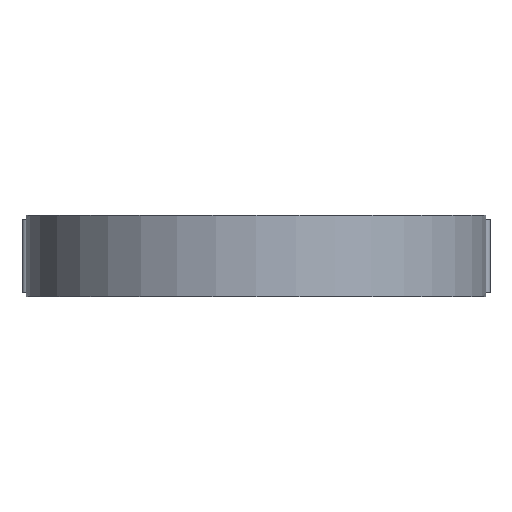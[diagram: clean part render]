
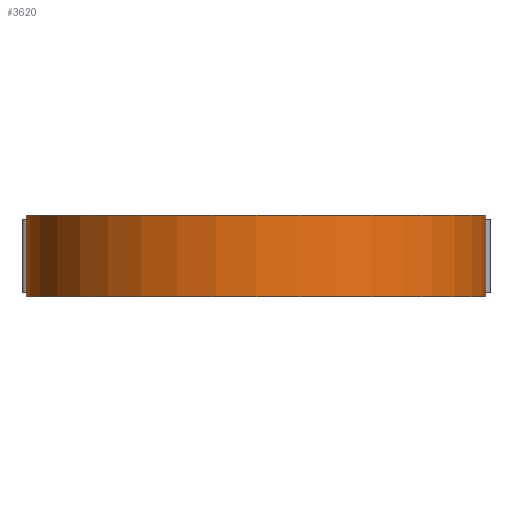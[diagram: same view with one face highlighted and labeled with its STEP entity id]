
A CAD part, front view. The second image highlights one B-rep face of the part: STEP entity #3620.
In plain terms, the highlighted cylindrical face has radius 28.2 mm (diameter 56.4 mm), a partial arc.
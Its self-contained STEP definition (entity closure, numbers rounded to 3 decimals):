
#150=CIRCLE('',#3892,28.2);
#151=CIRCLE('',#3893,28.2);
#152=CIRCLE('',#3894,28.2);
#153=CIRCLE('',#3895,28.2);
#154=CIRCLE('',#3896,28.2);
#155=CIRCLE('',#3897,28.2);
#156=CIRCLE('',#3898,28.2);
#157=CIRCLE('',#3899,28.2);
#158=CIRCLE('',#3900,28.2);
#159=CIRCLE('',#3901,28.2);
#160=CIRCLE('',#3902,28.2);
#161=CIRCLE('',#3903,28.2);
#162=CIRCLE('',#3904,28.2);
#163=CIRCLE('',#3905,28.2);
#440=LINE('',#5852,#697);
#444=LINE('',#5860,#701);
#446=LINE('',#5864,#703);
#447=LINE('',#5869,#704);
#448=LINE('',#5872,#705);
#449=LINE('',#5877,#706);
#450=LINE('',#5880,#707);
#451=LINE('',#5885,#708);
#452=LINE('',#5888,#709);
#453=LINE('',#5893,#710);
#454=LINE('',#5898,#711);
#455=LINE('',#5903,#712);
#456=LINE('',#5907,#713);
#457=LINE('',#5911,#714);
#697=VECTOR('',#4489,1000.);
#701=VECTOR('',#4493,1000.);
#703=VECTOR('',#4497,1000.);
#704=VECTOR('',#4500,1000.);
#705=VECTOR('',#4503,1000.);
#706=VECTOR('',#4506,1000.);
#707=VECTOR('',#4509,1000.);
#708=VECTOR('',#4512,1000.);
#709=VECTOR('',#4515,1000.);
#710=VECTOR('',#4518,1000.);
#711=VECTOR('',#4523,1000.);
#712=VECTOR('',#4528,1000.);
#713=VECTOR('',#4531,1000.);
#714=VECTOR('',#4534,1000.);
#1034=ORIENTED_EDGE('',*,*,#2119,.T.);
#1035=ORIENTED_EDGE('',*,*,#2120,.T.);
#1036=ORIENTED_EDGE('',*,*,#2121,.T.);
#1037=ORIENTED_EDGE('',*,*,#2122,.F.);
#1038=ORIENTED_EDGE('',*,*,#2123,.T.);
#1039=ORIENTED_EDGE('',*,*,#2124,.T.);
#1040=ORIENTED_EDGE('',*,*,#2125,.F.);
#1041=ORIENTED_EDGE('',*,*,#2126,.F.);
#1042=ORIENTED_EDGE('',*,*,#2127,.T.);
#1043=ORIENTED_EDGE('',*,*,#2128,.T.);
#1044=ORIENTED_EDGE('',*,*,#2129,.T.);
#1045=ORIENTED_EDGE('',*,*,#2130,.F.);
#1046=ORIENTED_EDGE('',*,*,#2131,.F.);
#1047=ORIENTED_EDGE('',*,*,#2132,.T.);
#1048=ORIENTED_EDGE('',*,*,#2133,.T.);
#1049=ORIENTED_EDGE('',*,*,#2134,.F.);
#1050=ORIENTED_EDGE('',*,*,#2113,.T.);
#1051=ORIENTED_EDGE('',*,*,#2135,.T.);
#1052=ORIENTED_EDGE('',*,*,#2136,.T.);
#1053=ORIENTED_EDGE('',*,*,#2137,.F.);
#1054=ORIENTED_EDGE('',*,*,#2117,.T.);
#1055=ORIENTED_EDGE('',*,*,#2138,.T.);
#1056=ORIENTED_EDGE('',*,*,#2139,.F.);
#1057=ORIENTED_EDGE('',*,*,#2140,.F.);
#1058=ORIENTED_EDGE('',*,*,#2141,.T.);
#1059=ORIENTED_EDGE('',*,*,#2142,.T.);
#1060=ORIENTED_EDGE('',*,*,#2143,.F.);
#1061=ORIENTED_EDGE('',*,*,#2144,.F.);
#2113=EDGE_CURVE('',#2645,#2644,#440,.T.);
#2117=EDGE_CURVE('',#2649,#2648,#444,.T.);
#2119=EDGE_CURVE('',#2650,#2651,#446,.F.);
#2120=EDGE_CURVE('',#2651,#2652,#150,.T.);
#2121=EDGE_CURVE('',#2652,#2653,#447,.T.);
#2122=EDGE_CURVE('',#2650,#2653,#151,.T.);
#2123=EDGE_CURVE('',#2654,#2655,#448,.F.);
#2124=EDGE_CURVE('',#2655,#2656,#152,.T.);
#2125=EDGE_CURVE('',#2657,#2656,#449,.F.);
#2126=EDGE_CURVE('',#2654,#2657,#153,.T.);
#2127=EDGE_CURVE('',#2658,#2659,#450,.F.);
#2128=EDGE_CURVE('',#2659,#2660,#154,.T.);
#2129=EDGE_CURVE('',#2660,#2661,#451,.T.);
#2130=EDGE_CURVE('',#2658,#2661,#155,.T.);
#2131=EDGE_CURVE('',#2662,#2663,#452,.T.);
#2132=EDGE_CURVE('',#2662,#2664,#156,.T.);
#2133=EDGE_CURVE('',#2664,#2665,#453,.T.);
#2134=EDGE_CURVE('',#2663,#2665,#157,.T.);
#2135=EDGE_CURVE('',#2644,#2666,#158,.T.);
#2136=EDGE_CURVE('',#2666,#2667,#454,.T.);
#2137=EDGE_CURVE('',#2649,#2667,#159,.T.);
#2138=EDGE_CURVE('',#2648,#2668,#160,.T.);
#2139=EDGE_CURVE('',#2669,#2668,#455,.T.);
#2140=EDGE_CURVE('',#2670,#2669,#161,.T.);
#2141=EDGE_CURVE('',#2670,#2671,#456,.F.);
#2142=EDGE_CURVE('',#2671,#2672,#162,.T.);
#2143=EDGE_CURVE('',#2673,#2672,#457,.T.);
#2144=EDGE_CURVE('',#2645,#2673,#163,.T.);
#2644=VERTEX_POINT('',#5851);
#2645=VERTEX_POINT('',#5853);
#2648=VERTEX_POINT('',#5859);
#2649=VERTEX_POINT('',#5861);
#2650=VERTEX_POINT('',#5865);
#2651=VERTEX_POINT('',#5866);
#2652=VERTEX_POINT('',#5868);
#2653=VERTEX_POINT('',#5870);
#2654=VERTEX_POINT('',#5873);
#2655=VERTEX_POINT('',#5874);
#2656=VERTEX_POINT('',#5876);
#2657=VERTEX_POINT('',#5878);
#2658=VERTEX_POINT('',#5881);
#2659=VERTEX_POINT('',#5882);
#2660=VERTEX_POINT('',#5884);
#2661=VERTEX_POINT('',#5886);
#2662=VERTEX_POINT('',#5889);
#2663=VERTEX_POINT('',#5890);
#2664=VERTEX_POINT('',#5892);
#2665=VERTEX_POINT('',#5894);
#2666=VERTEX_POINT('',#5897);
#2667=VERTEX_POINT('',#5899);
#2668=VERTEX_POINT('',#5902);
#2669=VERTEX_POINT('',#5904);
#2670=VERTEX_POINT('',#5906);
#2671=VERTEX_POINT('',#5908);
#2672=VERTEX_POINT('',#5910);
#2673=VERTEX_POINT('',#5912);
#2992=EDGE_LOOP('',(#1034,#1035,#1036,#1037));
#2993=EDGE_LOOP('',(#1038,#1039,#1040,#1041));
#2994=EDGE_LOOP('',(#1042,#1043,#1044,#1045));
#2995=EDGE_LOOP('',(#1046,#1047,#1048,#1049));
#2996=EDGE_LOOP('',(#1050,#1051,#1052,#1053,#1054,#1055,#1056,#1057,#1058,
#1059,#1060,#1061));
#3243=FACE_BOUND('',#2992,.T.);
#3244=FACE_BOUND('',#2993,.T.);
#3245=FACE_BOUND('',#2994,.T.);
#3246=FACE_BOUND('',#2995,.T.);
#3247=FACE_BOUND('',#2996,.T.);
#3487=CYLINDRICAL_SURFACE('',#3891,28.2);
#3620=ADVANCED_FACE('',(#3243,#3244,#3245,#3246,#3247),#3487,.T.);
#3891=AXIS2_PLACEMENT_3D('',#5863,#4495,#4496);
#3892=AXIS2_PLACEMENT_3D('',#5867,#4498,#4499);
#3893=AXIS2_PLACEMENT_3D('',#5871,#4501,#4502);
#3894=AXIS2_PLACEMENT_3D('',#5875,#4504,#4505);
#3895=AXIS2_PLACEMENT_3D('',#5879,#4507,#4508);
#3896=AXIS2_PLACEMENT_3D('',#5883,#4510,#4511);
#3897=AXIS2_PLACEMENT_3D('',#5887,#4513,#4514);
#3898=AXIS2_PLACEMENT_3D('',#5891,#4516,#4517);
#3899=AXIS2_PLACEMENT_3D('',#5895,#4519,#4520);
#3900=AXIS2_PLACEMENT_3D('',#5896,#4521,#4522);
#3901=AXIS2_PLACEMENT_3D('',#5900,#4524,#4525);
#3902=AXIS2_PLACEMENT_3D('',#5901,#4526,#4527);
#3903=AXIS2_PLACEMENT_3D('',#5905,#4529,#4530);
#3904=AXIS2_PLACEMENT_3D('',#5909,#4532,#4533);
#3905=AXIS2_PLACEMENT_3D('',#5913,#4535,#4536);
#4489=DIRECTION('',(0.,0.,-1.));
#4493=DIRECTION('',(0.,0.,-1.));
#4495=DIRECTION('',(0.,0.,-1.));
#4496=DIRECTION('',(-1.,0.,0.));
#4497=DIRECTION('',(0.,0.,-1.));
#4498=DIRECTION('',(0.,0.,1.));
#4499=DIRECTION('',(1.,0.,0.));
#4500=DIRECTION('',(0.,0.,-1.));
#4501=DIRECTION('',(0.,0.,1.));
#4502=DIRECTION('',(1.,0.,0.));
#4503=DIRECTION('',(0.,0.,-1.));
#4504=DIRECTION('',(0.,0.,1.));
#4505=DIRECTION('',(1.,0.,0.));
#4506=DIRECTION('',(0.,0.,-1.));
#4507=DIRECTION('',(0.,0.,1.));
#4508=DIRECTION('',(1.,0.,0.));
#4509=DIRECTION('',(0.,0.,-1.));
#4510=DIRECTION('',(0.,0.,1.));
#4511=DIRECTION('',(1.,0.,0.));
#4512=DIRECTION('',(0.,0.,-1.));
#4513=DIRECTION('',(0.,0.,1.));
#4514=DIRECTION('',(1.,0.,0.));
#4515=DIRECTION('',(0.,0.,-1.));
#4516=DIRECTION('',(0.,0.,1.));
#4517=DIRECTION('',(1.,0.,0.));
#4518=DIRECTION('',(0.,0.,-1.));
#4519=DIRECTION('',(0.,0.,1.));
#4520=DIRECTION('',(1.,0.,0.));
#4521=DIRECTION('',(0.,0.,1.));
#4522=DIRECTION('',(1.,0.,0.));
#4523=DIRECTION('',(0.,0.,-1.));
#4524=DIRECTION('',(0.,0.,1.));
#4525=DIRECTION('',(1.,0.,0.));
#4526=DIRECTION('',(0.,0.,1.));
#4527=DIRECTION('',(1.,0.,0.));
#4528=DIRECTION('',(0.,0.,-1.));
#4529=DIRECTION('',(0.,0.,1.));
#4530=DIRECTION('',(1.,0.,0.));
#4531=DIRECTION('',(0.,0.,-1.));
#4532=DIRECTION('',(0.,0.,1.));
#4533=DIRECTION('',(1.,0.,0.));
#4534=DIRECTION('',(0.,0.,-1.));
#4535=DIRECTION('',(0.,0.,1.));
#4536=DIRECTION('',(1.,0.,0.));
#5851=CARTESIAN_POINT('',(-26.499,9.645,4.5));
#5852=CARTESIAN_POINT('',(-26.499,9.645,5.));
#5853=CARTESIAN_POINT('',(-26.499,9.645,5.));
#5859=CARTESIAN_POINT('',(-26.499,9.645,-5.));
#5860=CARTESIAN_POINT('',(-26.499,9.645,5.));
#5861=CARTESIAN_POINT('',(-26.499,9.645,-4.5));
#5863=CARTESIAN_POINT('',(0.,0.,5.));
#5864=CARTESIAN_POINT('',(-27.63,5.64,0.));
#5865=CARTESIAN_POINT('',(-27.63,5.64,-4.5));
#5866=CARTESIAN_POINT('',(-27.63,5.64,4.5));
#5867=CARTESIAN_POINT('',(0.,0.,4.5));
#5868=CARTESIAN_POINT('',(-27.893,4.151,4.5));
#5869=CARTESIAN_POINT('',(-27.893,4.151,0.));
#5870=CARTESIAN_POINT('',(-27.893,4.151,-4.5));
#5871=CARTESIAN_POINT('',(0.,0.,-4.5));
#5872=CARTESIAN_POINT('',(-28.19,0.756,0.));
#5873=CARTESIAN_POINT('',(-28.19,0.756,-4.5));
#5874=CARTESIAN_POINT('',(-28.19,0.756,4.5));
#5875=CARTESIAN_POINT('',(0.,0.,4.5));
#5876=CARTESIAN_POINT('',(-28.19,-0.75,4.5));
#5877=CARTESIAN_POINT('',(-28.19,-0.75,0.));
#5878=CARTESIAN_POINT('',(-28.19,-0.75,-4.5));
#5879=CARTESIAN_POINT('',(0.,0.,-4.5));
#5880=CARTESIAN_POINT('',(27.893,4.151,0.));
#5881=CARTESIAN_POINT('',(27.893,4.151,-4.5));
#5882=CARTESIAN_POINT('',(27.893,4.151,4.5));
#5883=CARTESIAN_POINT('',(0.,0.,4.5));
#5884=CARTESIAN_POINT('',(27.63,5.64,4.5));
#5885=CARTESIAN_POINT('',(27.63,5.64,0.));
#5886=CARTESIAN_POINT('',(27.63,5.64,-4.5));
#5887=CARTESIAN_POINT('',(0.,0.,-4.5));
#5888=CARTESIAN_POINT('',(28.19,-0.75,0.));
#5889=CARTESIAN_POINT('',(28.19,-0.75,4.5));
#5890=CARTESIAN_POINT('',(28.19,-0.75,-4.5));
#5891=CARTESIAN_POINT('',(0.,0.,4.5));
#5892=CARTESIAN_POINT('',(28.19,0.756,4.5));
#5893=CARTESIAN_POINT('',(28.19,0.756,0.));
#5894=CARTESIAN_POINT('',(28.19,0.756,-4.5));
#5895=CARTESIAN_POINT('',(0.,0.,-4.5));
#5896=CARTESIAN_POINT('',(0.,0.,4.5));
#5897=CARTESIAN_POINT('',(-26.748,8.931,4.5));
#5898=CARTESIAN_POINT('',(-26.748,8.931,0.));
#5899=CARTESIAN_POINT('',(-26.748,8.931,-4.5));
#5900=CARTESIAN_POINT('',(0.,0.,-4.5));
#5901=CARTESIAN_POINT('',(0.,0.,-5.));
#5902=CARTESIAN_POINT('',(26.499,9.645,-5.));
#5903=CARTESIAN_POINT('',(26.499,9.645,5.));
#5904=CARTESIAN_POINT('',(26.499,9.645,-4.5));
#5905=CARTESIAN_POINT('',(0.,0.,-4.5));
#5906=CARTESIAN_POINT('',(26.748,8.931,-4.5));
#5907=CARTESIAN_POINT('',(26.748,8.931,0.));
#5908=CARTESIAN_POINT('',(26.748,8.931,4.5));
#5909=CARTESIAN_POINT('',(0.,0.,4.5));
#5910=CARTESIAN_POINT('',(26.499,9.645,4.5));
#5911=CARTESIAN_POINT('',(26.499,9.645,5.));
#5912=CARTESIAN_POINT('',(26.499,9.645,5.));
#5913=CARTESIAN_POINT('',(0.,0.,5.));
